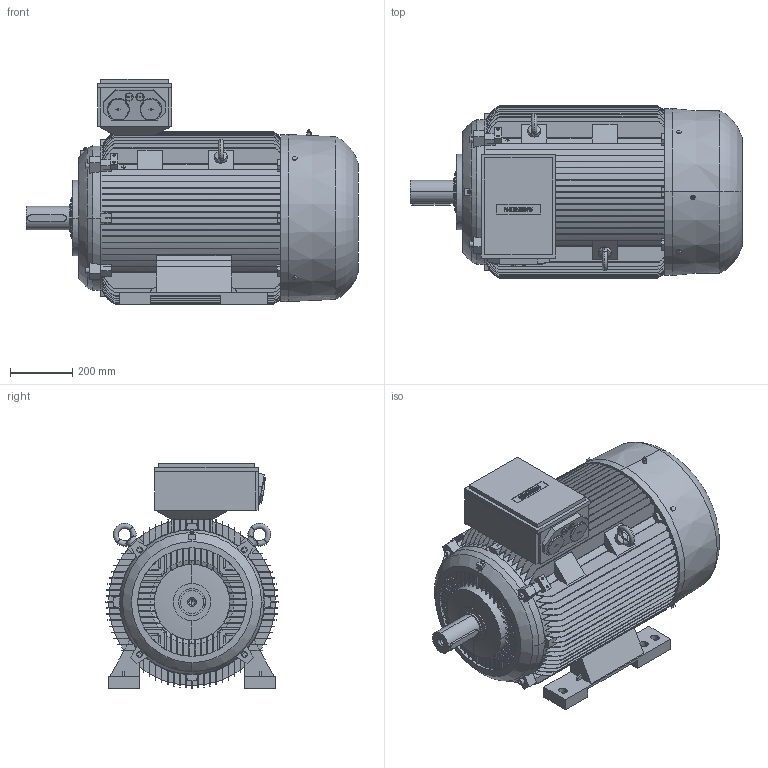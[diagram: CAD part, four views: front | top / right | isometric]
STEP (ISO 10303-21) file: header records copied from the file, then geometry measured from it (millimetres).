
FILE_DESCRIPTION(('STEP AP214'),'1');
FILE_NAME('cctmp_F3A0EC0D-FE70-4624-83F0-1F554D45F744_2023_06_26_11_24_43_0772..stp','2023-06-26T09:24:44',('SIEMENS A&D'),('CADClick - www.CADClick.com'),'Spatial InterOp 3D',' ','unknown authorization');
FILE_SCHEMA(('AUTOMOTIVE_DESIGN'));
Length unit declared in the file: millimetre
Products named in the file (1): 1
Bounding box: 1070 x 556 x 728 mm (x, y, z)
Volume: 186399181.5 mm3; surface area: 5961800.2 mm2
Topology: 4 solids, 4 shells, 1503 faces, 4235 edges, 2798 vertices
Faces by surface type: plane 935, cylinder 326, torus 208, cone 34
Entity records: 75809 total; most frequent: CARTESIAN_POINT 25706, ORIENTED_EDGE 8466, DIRECTION 7237, EDGE_CURVE 4233, VERTEX_POINT 2798, LINE 2587, VECTOR 2587, AXIS2_PLACEMENT_3D 2325
